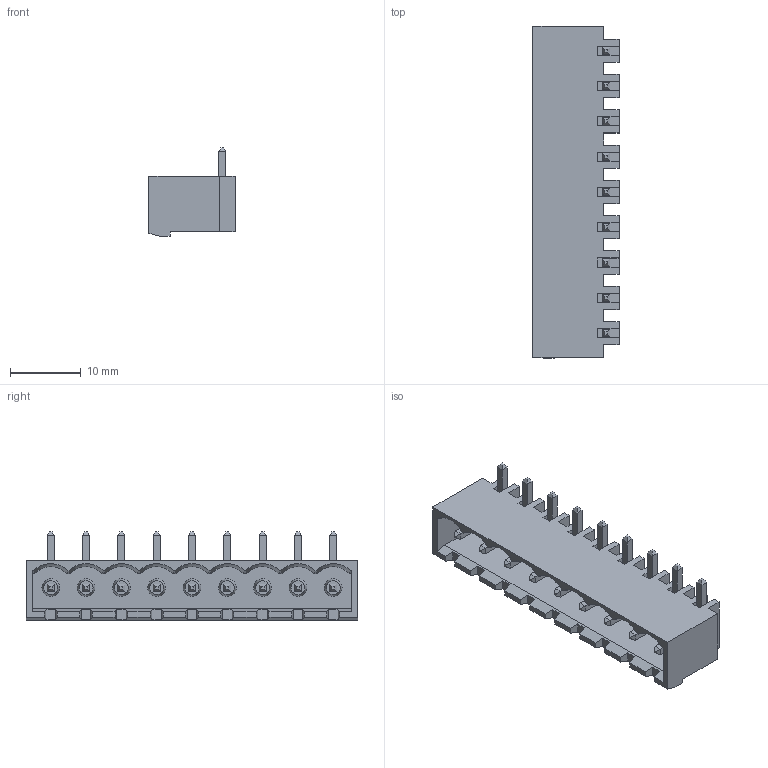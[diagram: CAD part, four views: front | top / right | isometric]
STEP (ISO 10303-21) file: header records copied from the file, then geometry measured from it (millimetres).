
FILE_DESCRIPTION( ( 'STEP AP214' ), '1' );
FILE_NAME( 'PV09-5-H-P.stp', ' ', ( ' ' ), ( ' ' ), 'PSStep 14.0', 'VISI 19.0', ' ' );
FILE_SCHEMA( ( 'AUTOMOTIVE_DESIGN { 1 0 10303 214 1 1 1 1 }' ) );
Length unit declared in the file: millimetre
Products named in the file (1): 1
Bounding box: 12.2 x 47 x 12.5 mm (x, y, z)
Volume: 2146.7 mm3; surface area: 3957.5 mm2
Topology: 1 solids, 1 shells, 384 faces, 984 edges, 629 vertices
Faces by surface type: plane 348, cone 18, cylinder 18
Entity records: 14324 total; most frequent: CARTESIAN_POINT 2025, ORIENTED_EDGE 1932, DIRECTION 1781, EDGE_CURVE 966, LINE 885, VECTOR 885, VERTEX_POINT 620, AXIS2_PLACEMENT_3D 448
